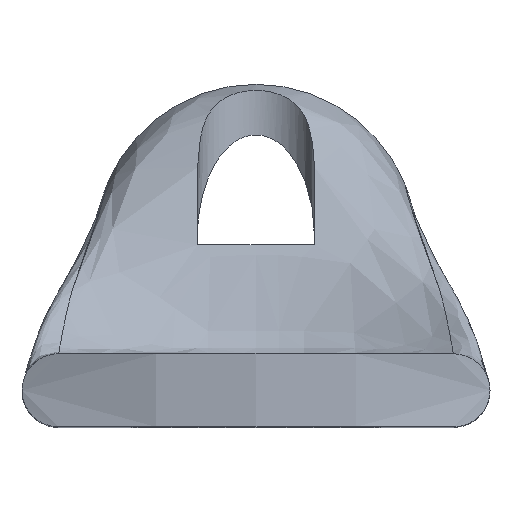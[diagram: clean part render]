
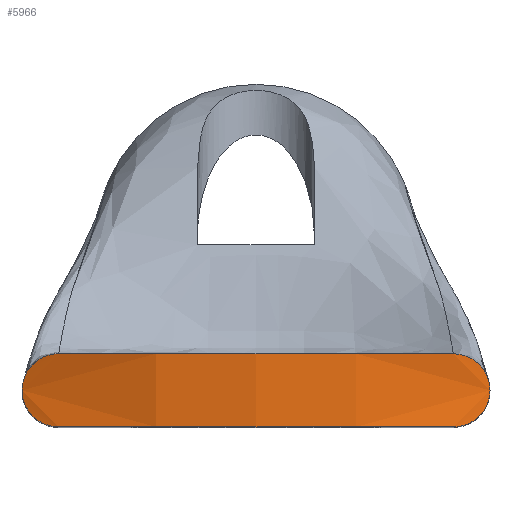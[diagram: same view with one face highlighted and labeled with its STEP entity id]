
A CAD part, top view. The second image highlights one B-rep face of the part: STEP entity #5966.
In plain terms, the highlighted cylindrical face has radius 40 mm (diameter 80 mm), a partial arc.
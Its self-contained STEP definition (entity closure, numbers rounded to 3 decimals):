
#4375=CARTESIAN_POINT('',(-13.5,-7.5,44.221));
#4376=VERTEX_POINT('',#4375);
#4385=CARTESIAN_POINT('',(13.5,-7.5,44.221));
#4386=VERTEX_POINT('',#4385);
#4387=CARTESIAN_POINT('',(0.,-7.5,6.568));
#4388=DIRECTION('',(0.0,-1.,0.0));
#4389=DIRECTION('',(-0.4,0.0,0.917));
#4390=AXIS2_PLACEMENT_3D('',#4387,#4388,#4389);
#4391=CIRCLE('',#4390,40.0);
#4392=EDGE_CURVE('',#4386,#4376,#4391,.T.);
#5891=CARTESIAN_POINT('',(0.,-12.5,6.568));
#5892=DIRECTION('',(0.0,1.0,0.0));
#5893=DIRECTION('',(-0.4,0.0,0.917));
#5894=AXIS2_PLACEMENT_3D('',#5891,#5892,#5893);
#5895=CYLINDRICAL_SURFACE('',#5894,40.);
#5896=CARTESIAN_POINT('',(-13.5,-12.5,44.221));
#5897=VERTEX_POINT('',#5896);
#5898=CARTESIAN_POINT('',(-16.0,-10.0,43.228));
#5899=VERTEX_POINT('',#5898);
#5900=CARTESIAN_POINT('',(-13.5,-12.5,44.221));
#5901=CARTESIAN_POINT('',(-13.818,-12.5,44.107));
#5902=CARTESIAN_POINT('',(-14.157,-12.436,43.98));
#5903=CARTESIAN_POINT('',(-14.781,-12.173,43.738));
#5904=CARTESIAN_POINT('',(-15.067,-11.975,43.623));
#5905=CARTESIAN_POINT('',(-15.503,-11.526,43.442));
#5906=CARTESIAN_POINT('',(-15.689,-11.252,43.363));
#5907=CARTESIAN_POINT('',(-15.937,-10.646,43.256));
#5908=CARTESIAN_POINT('',(-16.0,-10.313,43.228));
#5909=CARTESIAN_POINT('',(-16.0,-10.,43.228));
#5910=B_SPLINE_CURVE_WITH_KNOTS('',3,(#5900,#5901,#5902,#5903,#5904,#5905,#5906,#5907,#5908,#5909),.UNSPECIFIED.,.F.,.U.,(4,2,2,2,4),(0.387,0.488,0.589,0.683,0.777),.UNSPECIFIED.);
#5911=EDGE_CURVE('',#5897,#5899,#5910,.T.);
#5912=ORIENTED_EDGE('',*,*,#5911,.F.);
#5913=CARTESIAN_POINT('',(13.5,-12.5,44.221));
#5914=VERTEX_POINT('',#5913);
#5915=CARTESIAN_POINT('',(0.,-12.5,6.568));
#5916=DIRECTION('',(0.0,1.,0.0));
#5917=DIRECTION('',(-0.4,0.0,0.917));
#5918=AXIS2_PLACEMENT_3D('',#5915,#5916,#5917);
#5919=CIRCLE('',#5918,40.0);
#5920=EDGE_CURVE('',#5897,#5914,#5919,.T.);
#5921=ORIENTED_EDGE('',*,*,#5920,.T.);
#5922=CARTESIAN_POINT('',(16.0,-10.0,43.228));
#5923=VERTEX_POINT('',#5922);
#5924=CARTESIAN_POINT('',(16.0,-10.0,43.228));
#5925=CARTESIAN_POINT('',(16.0,-10.313,43.228));
#5926=CARTESIAN_POINT('',(15.937,-10.646,43.256));
#5927=CARTESIAN_POINT('',(15.689,-11.252,43.363));
#5928=CARTESIAN_POINT('',(15.503,-11.526,43.442));
#5929=CARTESIAN_POINT('',(15.067,-11.975,43.623));
#5930=CARTESIAN_POINT('',(14.781,-12.173,43.738));
#5931=CARTESIAN_POINT('',(14.157,-12.436,43.98));
#5932=CARTESIAN_POINT('',(13.818,-12.5,44.107));
#5933=CARTESIAN_POINT('',(13.5,-12.5,44.221));
#5934=B_SPLINE_CURVE_WITH_KNOTS('',3,(#5924,#5925,#5926,#5927,#5928,#5929,#5930,#5931,#5932,#5933),.UNSPECIFIED.,.F.,.U.,(4,2,2,2,4),(0.777,0.871,0.965,1.067,1.168),.UNSPECIFIED.);
#5935=EDGE_CURVE('',#5923,#5914,#5934,.T.);
#5936=ORIENTED_EDGE('',*,*,#5935,.F.);
#5937=CARTESIAN_POINT('',(13.5,-7.5,44.221));
#5938=CARTESIAN_POINT('',(13.818,-7.5,44.107));
#5939=CARTESIAN_POINT('',(14.157,-7.564,43.98));
#5940=CARTESIAN_POINT('',(14.781,-7.827,43.738));
#5941=CARTESIAN_POINT('',(15.067,-8.025,43.623));
#5942=CARTESIAN_POINT('',(15.503,-8.474,43.442));
#5943=CARTESIAN_POINT('',(15.689,-8.748,43.363));
#5944=CARTESIAN_POINT('',(15.937,-9.354,43.256));
#5945=CARTESIAN_POINT('',(16.0,-9.687,43.228));
#5946=CARTESIAN_POINT('',(16.0,-10.0,43.228));
#5947=B_SPLINE_CURVE_WITH_KNOTS('',3,(#5937,#5938,#5939,#5940,#5941,#5942,#5943,#5944,#5945,#5946),.UNSPECIFIED.,.F.,.U.,(4,2,2,2,4),(1.164,1.265,1.367,1.461,1.555),.UNSPECIFIED.);
#5948=EDGE_CURVE('',#4386,#5923,#5947,.T.);
#5949=ORIENTED_EDGE('',*,*,#5948,.F.);
#5950=ORIENTED_EDGE('',*,*,#4392,.T.);
#5951=CARTESIAN_POINT('',(-16.0,-10.,43.228));
#5952=CARTESIAN_POINT('',(-16.0,-9.687,43.228));
#5953=CARTESIAN_POINT('',(-15.937,-9.354,43.256));
#5954=CARTESIAN_POINT('',(-15.689,-8.748,43.363));
#5955=CARTESIAN_POINT('',(-15.503,-8.474,43.442));
#5956=CARTESIAN_POINT('',(-15.067,-8.025,43.623));
#5957=CARTESIAN_POINT('',(-14.781,-7.827,43.738));
#5958=CARTESIAN_POINT('',(-14.157,-7.564,43.98));
#5959=CARTESIAN_POINT('',(-13.818,-7.5,44.107));
#5960=CARTESIAN_POINT('',(-13.5,-7.5,44.221));
#5961=B_SPLINE_CURVE_WITH_KNOTS('',3,(#5951,#5952,#5953,#5954,#5955,#5956,#5957,#5958,#5959,#5960),.UNSPECIFIED.,.F.,.U.,(4,2,2,2,4),(1.555,1.649,1.743,1.844,1.946),.UNSPECIFIED.);
#5962=EDGE_CURVE('',#5899,#4376,#5961,.T.);
#5963=ORIENTED_EDGE('',*,*,#5962,.F.);
#5964=EDGE_LOOP('',(#5912,#5921,#5936,#5949,#5950,#5963));
#5965=FACE_OUTER_BOUND('',#5964,.T.);
#5966=ADVANCED_FACE('',(#5965),#5895,.T.);
